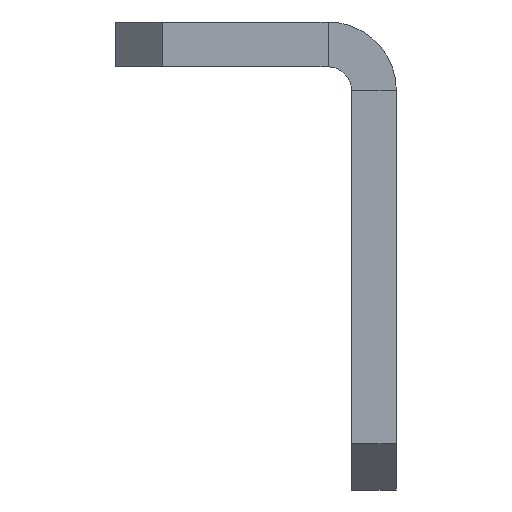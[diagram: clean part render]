
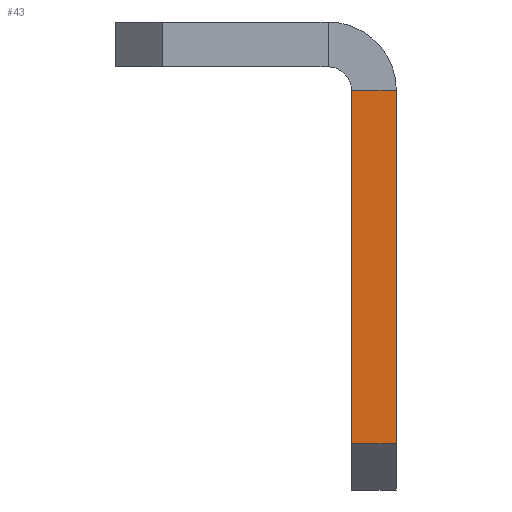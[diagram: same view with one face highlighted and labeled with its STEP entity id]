
A CAD part, left-side view. The second image highlights one B-rep face of the part: STEP entity #43.
In plain terms, the highlighted planar face has unit normal (-1, 0, 0).
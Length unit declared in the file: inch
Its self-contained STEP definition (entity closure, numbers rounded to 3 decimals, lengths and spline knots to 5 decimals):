
#13 = CARTESIAN_POINT ( 'NONE',  ( 0., 0.06, 0. ) ) ;
#43 = ADVANCED_FACE ( 'NONE', ( #914 ), #379, .F. ) ;
#48 = LINE ( 'NONE', #266, #305 ) ;
#68 = LINE ( 'NONE', #479, #1266 ) ;
#69 = VERTEX_POINT ( 'NONE', #1500 ) ;
#124 = VERTEX_POINT ( 'NONE', #532 ) ;
#135 = VECTOR ( 'NONE', #937, 39.37008 ) ;
#184 = VECTOR ( 'NONE', #716, 39.37008 ) ;
#266 = CARTESIAN_POINT ( 'NONE',  ( 0., 0.06, 0. ) ) ;
#272 = DIRECTION ( 'NONE',  ( 0., 0., 1. ) ) ;
#305 = VECTOR ( 'NONE', #272, 39.37008 ) ;
#379 = PLANE ( 'NONE',  #534 ) ;
#421 = LINE ( 'NONE', #1179, #135 ) ;
#479 = CARTESIAN_POINT ( 'NONE',  ( 0., 0., 0. ) ) ;
#517 = ORIENTED_EDGE ( 'NONE', *, *, #768, .T. ) ;
#532 = CARTESIAN_POINT ( 'NONE',  ( 0., 0., -0.472 ) ) ;
#534 = AXIS2_PLACEMENT_3D ( 'NONE', #1448, #1215, #982 ) ;
#694 = ORIENTED_EDGE ( 'NONE', *, *, #1040, .F. ) ;
#716 = DIRECTION ( 'NONE',  ( 0., -1., 0. ) ) ;
#730 = DIRECTION ( 'NONE',  ( 0., 0., 1. ) ) ;
#768 = EDGE_CURVE ( 'NONE', #69, #124, #977, .T. ) ;
#825 = CARTESIAN_POINT ( 'NONE',  ( 0., 0., -0.472 ) ) ;
#861 = EDGE_CURVE ( 'NONE', #124, #1015, #68, .T. ) ;
#906 = VERTEX_POINT ( 'NONE', #13 ) ;
#914 = FACE_OUTER_BOUND ( 'NONE', #1195, .T. ) ;
#937 = DIRECTION ( 'NONE',  ( 0., -1., 0. ) ) ;
#977 = LINE ( 'NONE', #825, #184 ) ;
#982 = DIRECTION ( 'NONE',  ( 0., 0., 1. ) ) ;
#984 = EDGE_CURVE ( 'NONE', #69, #906, #48, .T. ) ;
#1015 = VERTEX_POINT ( 'NONE', #1069 ) ;
#1040 = EDGE_CURVE ( 'NONE', #906, #1015, #421, .T. ) ;
#1069 = CARTESIAN_POINT ( 'NONE',  ( 0., 0., 0. ) ) ;
#1127 = ORIENTED_EDGE ( 'NONE', *, *, #984, .F. ) ;
#1179 = CARTESIAN_POINT ( 'NONE',  ( 0., 0., 0. ) ) ;
#1195 = EDGE_LOOP ( 'NONE', ( #1127, #517, #1431, #694 ) ) ;
#1215 = DIRECTION ( 'NONE',  ( 1., 0., 0. ) ) ;
#1266 = VECTOR ( 'NONE', #730, 39.37008 ) ;
#1431 = ORIENTED_EDGE ( 'NONE', *, *, #861, .T. ) ;
#1448 = CARTESIAN_POINT ( 'NONE',  ( 0., 0., 0. ) ) ;
#1500 = CARTESIAN_POINT ( 'NONE',  ( 0., 0.06, -0.472 ) ) ;
